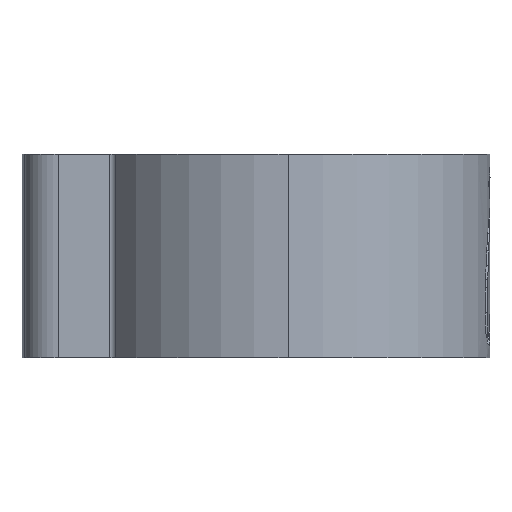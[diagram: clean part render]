
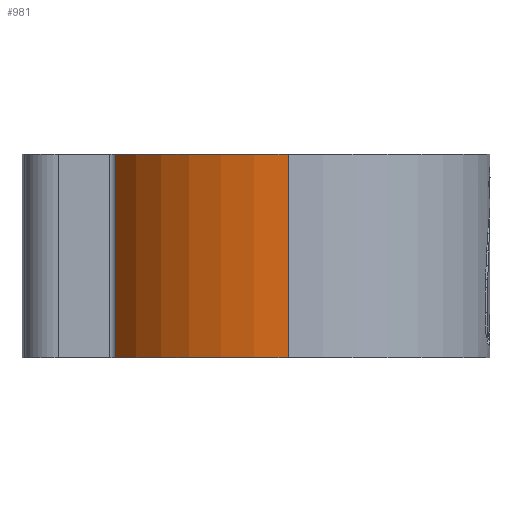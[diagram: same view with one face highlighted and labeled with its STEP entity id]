
A CAD part, left-side view. The second image highlights one B-rep face of the part: STEP entity #981.
In plain terms, the highlighted cylindrical face has radius 5.95 mm (diameter 11.9 mm), a partial arc.
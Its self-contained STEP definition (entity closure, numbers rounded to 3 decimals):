
#10 = CARTESIAN_POINT ( 'NONE',  ( -3.096, 5.081, 3. ) ) ;
#17 = VERTEX_POINT ( 'NONE', #3529 ) ;
#45 = LINE ( 'NONE', #5156, #2209 ) ;
#340 = VERTEX_POINT ( 'NONE', #4837 ) ;
#427 = VERTEX_POINT ( 'NONE', #5085 ) ;
#515 = DIRECTION ( 'NONE',  ( 0., 0., 1. ) ) ;
#597 = EDGE_CURVE ( 'NONE', #427, #4946, #45, .T. ) ;
#814 = ORIENTED_EDGE ( 'NONE', *, *, #597, .F. ) ;
#861 = CIRCLE ( 'NONE', #3809, 5.95 ) ;
#900 = DIRECTION ( 'NONE',  ( 0., 0., -1. ) ) ;
#981 = ADVANCED_FACE ( 'NONE', ( #2988 ), #4073, .T. ) ;
#1207 = ORIENTED_EDGE ( 'NONE', *, *, #3459, .T. ) ;
#1365 = CARTESIAN_POINT ( 'NONE',  ( 0., 0., 3. ) ) ;
#1380 = EDGE_CURVE ( 'NONE', #340, #427, #1619, .T. ) ;
#1459 = DIRECTION ( 'NONE',  ( 0., 0., 1. ) ) ;
#1564 = DIRECTION ( 'NONE',  ( 0., 0., -1. ) ) ;
#1619 = CIRCLE ( 'NONE', #3544, 5.95 ) ;
#1622 = EDGE_CURVE ( 'NONE', #340, #17, #3597, .T. ) ;
#1962 = AXIS2_PLACEMENT_3D ( 'NONE', #1365, #900, #2904 ) ;
#1963 = CARTESIAN_POINT ( 'NONE',  ( -5.95, 0., -3. ) ) ;
#2030 = DIRECTION ( 'NONE',  ( 0., 0., -1. ) ) ;
#2209 = VECTOR ( 'NONE', #1564, 1000. ) ;
#2904 = DIRECTION ( 'NONE',  ( -1., 0., 0. ) ) ;
#2936 = EDGE_LOOP ( 'NONE', ( #814, #4824, #4308, #1207 ) ) ;
#2988 = FACE_OUTER_BOUND ( 'NONE', #2936, .T. ) ;
#3424 = CARTESIAN_POINT ( 'NONE',  ( 0., 0., -3. ) ) ;
#3448 = CARTESIAN_POINT ( 'NONE',  ( 0., 0., 3. ) ) ;
#3459 = EDGE_CURVE ( 'NONE', #17, #4946, #861, .T. ) ;
#3529 = CARTESIAN_POINT ( 'NONE',  ( -3.096, 5.081, -3. ) ) ;
#3544 = AXIS2_PLACEMENT_3D ( 'NONE', #3448, #1459, #4226 ) ;
#3597 = LINE ( 'NONE', #10, #4720 ) ;
#3809 = AXIS2_PLACEMENT_3D ( 'NONE', #3424, #515, #4528 ) ;
#4073 = CYLINDRICAL_SURFACE ( 'NONE', #1962, 5.95 ) ;
#4226 = DIRECTION ( 'NONE',  ( 1., 0., 0. ) ) ;
#4308 = ORIENTED_EDGE ( 'NONE', *, *, #1622, .T. ) ;
#4528 = DIRECTION ( 'NONE',  ( 1., 0., 0. ) ) ;
#4720 = VECTOR ( 'NONE', #2030, 1000. ) ;
#4824 = ORIENTED_EDGE ( 'NONE', *, *, #1380, .F. ) ;
#4837 = CARTESIAN_POINT ( 'NONE',  ( -3.096, 5.081, 3. ) ) ;
#4946 = VERTEX_POINT ( 'NONE', #1963 ) ;
#5085 = CARTESIAN_POINT ( 'NONE',  ( -5.95, 0., 3. ) ) ;
#5156 = CARTESIAN_POINT ( 'NONE',  ( -5.95, 0., 3. ) ) ;
